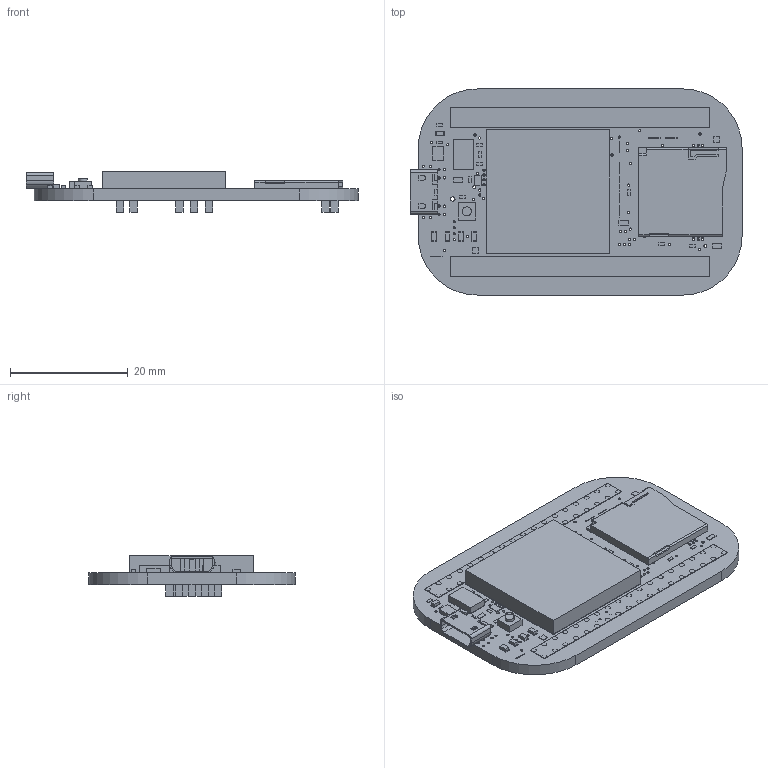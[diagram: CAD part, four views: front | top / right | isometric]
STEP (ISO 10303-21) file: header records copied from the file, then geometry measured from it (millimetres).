
FILE_DESCRIPTION(/* description */ (''),/* implementation_level */ '2;1');
FILE_NAME(/* name */ 'Detailed PocketBeagle.brd v4_TOP.stp',/* time_stamp */ '2017-09-15T08:55:29-04:00',/* author */ ('smitks01'),/* organization */ (''),/* preprocessor_version */ 'ST-DEVELOPER v16.5',/* originating_system */ 'Autodesk Inventor 2017',/* authorisation */ '');
FILE_SCHEMA (('AUTOMOTIVE_DESIGN { 1 0 10303 214 3 1 1 }'));
Length unit declared in the file: inch
Products named in the file (21): PocketBeagle.brd v4_TOP; Board; FIDUCIAL_40MIL; 0603-LED; SON-6(TI)-DRY; CRYSTAL_5X3.2MM; SC70(TI-DCK); RN0804; OSD335X-BGA-256; 0402; 0603; TH-2X18-(35MIL-DIA)-W_O-SILK; B1,27; chip; sdholder; microusb port; button; leds; y1chip; powerLED; c1chip
Assembly tree (56 placements, depth 2):
  PocketBeagle.brd v4_TOP
    Board
    FIDUCIAL_40MIL  x3
    0603-LED  x5
    SON-6(TI)-DRY
    CRYSTAL_5X3.2MM
    SC70(TI-DCK)
    RN0804  x8
    OSD335X-BGA-256
    0402  x10
    0603  x3
    TH-2X18-(35MIL-DIA)-W_O-SILK  x2
    B1,27  x12
    chip
    sdholder
    microusb port
    button
    leds
    y1chip
    powerLED
    c1chip
Bounding box: 56.4 x 35 x 6.93 mm (x, y, z)
Volume: 5144.4 mm3; surface area: 8873 mm2
Topology: 59 solids, 59 shells, 691 faces, 1743 edges, 1160 vertices
Faces by surface type: plane 422, cylinder 269
Full cylindrical faces by diameter (mm): 0.381 x156, 0.508 x14, 0.762 x1, 0.889 x72, 1 x2, 1.524 x1
Entity records: 16061 total; most frequent: DIRECTION 2711, CARTESIAN_POINT 2489, ORIENTED_EDGE 2130, EDGE_LOOP 1217, AXIS2_PLACEMENT_3D 1094, EDGE_CURVE 1065, VERTEX_POINT 872, FACE_BOUND 742
